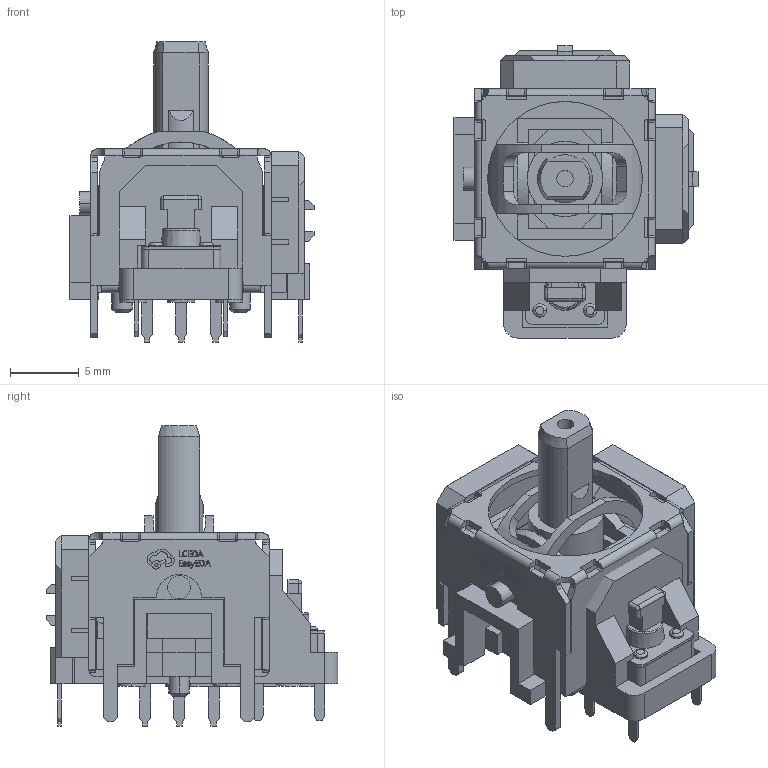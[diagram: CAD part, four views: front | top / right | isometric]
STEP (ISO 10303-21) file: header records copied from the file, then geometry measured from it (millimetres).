
FILE_DESCRIPTION(('FreeCAD Model'),'2;1');
FILE_NAME('Open CASCADE Shape Model','2024-06-09T13:29:18',(''),(''), 'Open CASCADE STEP processor 7.6','FreeCAD','Unknown');
FILE_SCHEMA(('AUTOMOTIVE_DESIGN { 1 0 10303 214 1 1 1 1 }'));
Length unit declared in the file: millimetre
Products named in the file (7): PCBModel; SW1; SW-TH_RKJXV1224005; SOLID; SOLID001; SOLID002; SOLID003
Assembly tree (6 placements, depth 4):
  PCBModel
    SW1
      SW-TH_RKJXV1224005
        SOLID
        SOLID001
        SOLID002
        SOLID003
Bounding box: 17.81 x 21.31 x 21.9 mm (x, y, z)
Volume: 2324.7 mm3; surface area: 3365.4 mm2
Topology: 4 solids, 4 shells, 1009 faces, 2819 edges, 1851 vertices
Faces by surface type: plane 754, cylinder 163, extrusion 73, cone 8, torus 5, bspline 4, sphere 2
Entity records: 40450 total; most frequent: CARTESIAN_POINT 7296, ORIENTED_EDGE 5638, DIRECTION 4950, EDGE_CURVE 2819, VECTOR 2306, LINE 2233, VERTEX_POINT 1851, AXIS2_PLACEMENT_3D 1322
